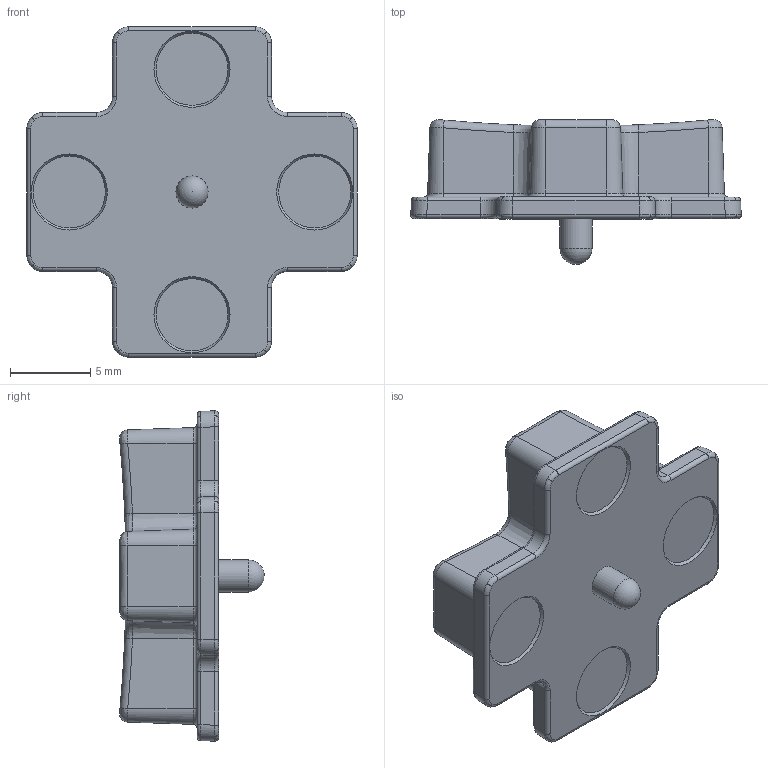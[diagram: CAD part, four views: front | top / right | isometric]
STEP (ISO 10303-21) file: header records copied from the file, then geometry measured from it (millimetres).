
FILE_DESCRIPTION(/* description */ (''),/* implementation_level */ '2;1');
FILE_NAME(/* name */ 'DPAD.step',/* time_stamp */ '2024-02-13T22:06:07+09:00',/* author */ (''),/* organization */ (''),/* preprocessor_version */ 'ST-DEVELOPER v20',/* originating_system */ 'Autodesk Translation Framework v12.20.1.177',/* authorisation */ '');
FILE_SCHEMA (('AUTOMOTIVE_DESIGN { 1 0 10303 214 3 1 1 }'));
Length unit declared in the file: millimetre
Products named in the file (1): Switch Lite D-Pad_1
Bounding box: 20.6 x 9.03 x 20.6 mm (x, y, z)
Volume: 1214.6 mm3; surface area: 1016.9 mm2
Topology: 1 solids, 1 shells, 189 faces, 446 edges, 268 vertices
Faces by surface type: bspline 68, cylinder 49, plane 42, torus 16, cone 8, sphere 6
Full cylindrical faces by diameter (mm): 2 x1
Entity records: 8075 total; most frequent: CARTESIAN_POINT 3879, ORIENTED_EDGE 890, DIRECTION 885, EDGE_CURVE 445, AXIS2_PLACEMENT_3D 374, VERTEX_POINT 268, CIRCLE 204, EDGE_LOOP 199
